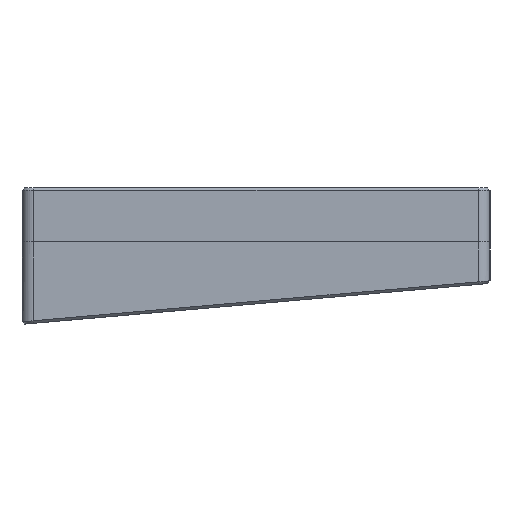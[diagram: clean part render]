
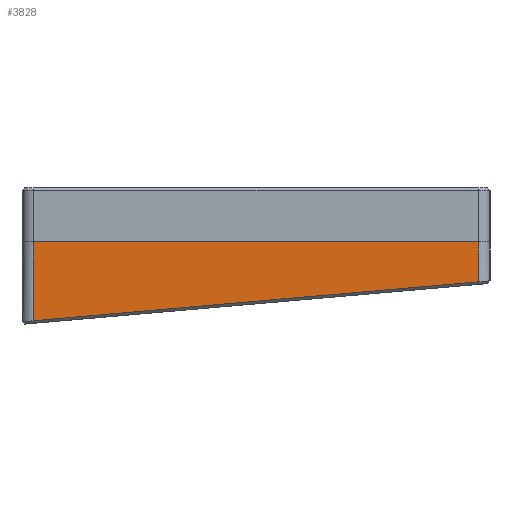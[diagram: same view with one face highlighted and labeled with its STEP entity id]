
A CAD part, left-side view. The second image highlights one B-rep face of the part: STEP entity #3828.
In plain terms, the highlighted planar face has unit normal (-1, 0, 0).
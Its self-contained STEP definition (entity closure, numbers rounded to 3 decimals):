
#22=B_SPLINE_CURVE_WITH_KNOTS('',3,(#5999,#6000,#6001,#6002),
 .UNSPECIFIED.,.F.,.F.,(4,4),(1.551,1.571),
 .UNSPECIFIED.);
#449=FACE_OUTER_BOUND('',#677,.T.);
#677=EDGE_LOOP('',(#2887,#2888,#2889,#2890,#2891));
#959=LINE('',#5978,#1322);
#970=LINE('',#6161,#1333);
#971=LINE('',#6163,#1334);
#972=LINE('',#6164,#1335);
#1322=VECTOR('',#4762,10.);
#1333=VECTOR('',#4779,10.);
#1334=VECTOR('',#4780,10.);
#1335=VECTOR('',#4781,10.);
#1668=VERTEX_POINT('',#5924);
#1672=VERTEX_POINT('',#5971);
#1675=VERTEX_POINT('',#5976);
#1688=VERTEX_POINT('',#6160);
#1689=VERTEX_POINT('',#6162);
#2111=EDGE_CURVE('',#1675,#1672,#959,.T.);
#2113=EDGE_CURVE('',#1668,#1675,#22,.T.);
#2134=EDGE_CURVE('',#1688,#1668,#970,.T.);
#2135=EDGE_CURVE('',#1689,#1688,#971,.T.);
#2136=EDGE_CURVE('',#1672,#1689,#972,.T.);
#2887=ORIENTED_EDGE('',*,*,#2111,.F.);
#2888=ORIENTED_EDGE('',*,*,#2113,.F.);
#2889=ORIENTED_EDGE('',*,*,#2134,.F.);
#2890=ORIENTED_EDGE('',*,*,#2135,.F.);
#2891=ORIENTED_EDGE('',*,*,#2136,.F.);
#3675=PLANE('',#4101);
#3828=ADVANCED_FACE('',(#449),#3675,.T.);
#4101=AXIS2_PLACEMENT_3D('',#6159,#4777,#4778);
#4762=DIRECTION('',(0.,0.996,-0.087));
#4777=DIRECTION('center_axis',(-1.,0.,0.));
#4778=DIRECTION('ref_axis',(0.,0.,1.));
#4779=DIRECTION('',(0.,0.,-1.));
#4780=DIRECTION('',(0.,-1.,0.));
#4781=DIRECTION('',(0.,0.,1.));
#5924=CARTESIAN_POINT('',(-4.975,-81.425,-7.788));
#5971=CARTESIAN_POINT('',(-4.975,5.225,-15.369));
#5976=CARTESIAN_POINT('',(-4.975,-81.381,-7.792));
#5978=CARTESIAN_POINT('',(-4.975,-15.445,-13.561));
#5999=CARTESIAN_POINT('Ctrl Pts',(-4.975,-81.425,-7.788));
#6000=CARTESIAN_POINT('Ctrl Pts',(-4.975,-81.41,-7.79));
#6001=CARTESIAN_POINT('Ctrl Pts',(-4.975,-81.396,-7.791));
#6002=CARTESIAN_POINT('Ctrl Pts',(-4.975,-81.381,-7.792));
#6159=CARTESIAN_POINT('Origin',(-4.975,-38.1,-8.034));
#6160=CARTESIAN_POINT('',(-4.975,-81.425,0.));
#6161=CARTESIAN_POINT('',(-4.975,-81.425,-8.064));
#6162=CARTESIAN_POINT('',(-4.975,5.225,0.));
#6163=CARTESIAN_POINT('',(-4.975,-60.888,0.));
#6164=CARTESIAN_POINT('',(-4.975,5.225,-4.017));
